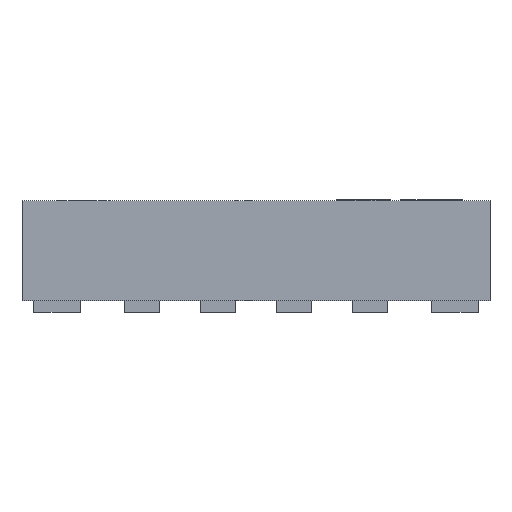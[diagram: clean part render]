
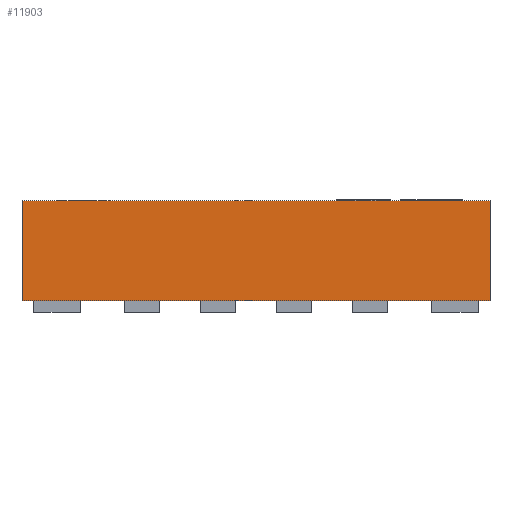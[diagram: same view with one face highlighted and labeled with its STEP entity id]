
A CAD part, front view. The second image highlights one B-rep face of the part: STEP entity #11903.
In plain terms, the highlighted planar face has unit normal (0, -1, 0).
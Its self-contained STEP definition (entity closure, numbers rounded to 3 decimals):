
#555 = LINE ( 'NONE', #6036, #5067 ) ;
#733 = VERTEX_POINT ( 'NONE', #4758 ) ;
#1983 = DIRECTION ( 'NONE',  ( 0., -1., 0. ) ) ;
#2046 = ORIENTED_EDGE ( 'NONE', *, *, #5651, .T. ) ;
#2634 = VECTOR ( 'NONE', #5091, 1000. ) ;
#3131 = CARTESIAN_POINT ( 'NONE',  ( 2., -2., -0.855 ) ) ;
#3699 = CARTESIAN_POINT ( 'NONE',  ( -2., -2., 0. ) ) ;
#4758 = CARTESIAN_POINT ( 'NONE',  ( 2., -2., 0. ) ) ;
#5067 = VECTOR ( 'NONE', #11489, 1000. ) ;
#5091 = DIRECTION ( 'NONE',  ( 1., 0., 0. ) ) ;
#5651 = EDGE_CURVE ( 'NONE', #7206, #12551, #11882, .T. ) ;
#6036 = CARTESIAN_POINT ( 'NONE',  ( -2., -2., -0.855 ) ) ;
#6565 = CARTESIAN_POINT ( 'NONE',  ( 2., -2., -0.855 ) ) ;
#7206 = VERTEX_POINT ( 'NONE', #16191 ) ;
#7440 = DIRECTION ( 'NONE',  ( 0., 0., -1. ) ) ;
#8169 = VERTEX_POINT ( 'NONE', #12541 ) ;
#8258 = AXIS2_PLACEMENT_3D ( 'NONE', #14262, #1983, #7440 ) ;
#8596 = DIRECTION ( 'NONE',  ( 0., 0., 1. ) ) ;
#9158 = DIRECTION ( 'NONE',  ( 1., 0., 0. ) ) ;
#9957 = EDGE_CURVE ( 'NONE', #7206, #8169, #555, .T. ) ;
#9992 = ORIENTED_EDGE ( 'NONE', *, *, #13126, .T. ) ;
#10101 = EDGE_CURVE ( 'NONE', #8169, #733, #16028, .T. ) ;
#11369 = FACE_OUTER_BOUND ( 'NONE', #14216, .T. ) ;
#11489 = DIRECTION ( 'NONE',  ( 0., 0., 1. ) ) ;
#11507 = VECTOR ( 'NONE', #8596, 1000. ) ;
#11882 = LINE ( 'NONE', #17411, #2634 ) ;
#11903 = ADVANCED_FACE ( 'NONE', ( #11369 ), #16892, .T. ) ;
#12541 = CARTESIAN_POINT ( 'NONE',  ( -2., -2., 0. ) ) ;
#12551 = VERTEX_POINT ( 'NONE', #6565 ) ;
#13126 = EDGE_CURVE ( 'NONE', #12551, #733, #15437, .T. ) ;
#13368 = VECTOR ( 'NONE', #9158, 1000. ) ;
#14216 = EDGE_LOOP ( 'NONE', ( #14394, #16532, #2046, #9992 ) ) ;
#14262 = CARTESIAN_POINT ( 'NONE',  ( -2., -2., -0.855 ) ) ;
#14394 = ORIENTED_EDGE ( 'NONE', *, *, #10101, .F. ) ;
#15437 = LINE ( 'NONE', #3131, #11507 ) ;
#16028 = LINE ( 'NONE', #3699, #13368 ) ;
#16191 = CARTESIAN_POINT ( 'NONE',  ( -2., -2., -0.855 ) ) ;
#16532 = ORIENTED_EDGE ( 'NONE', *, *, #9957, .F. ) ;
#16892 = PLANE ( 'NONE',  #8258 ) ;
#17411 = CARTESIAN_POINT ( 'NONE',  ( -2., -2., -0.855 ) ) ;
